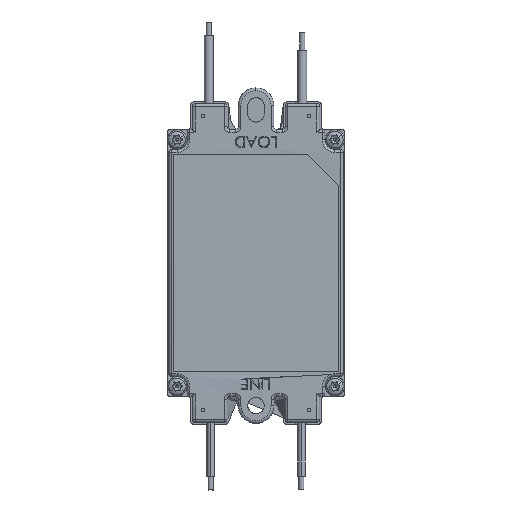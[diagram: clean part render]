
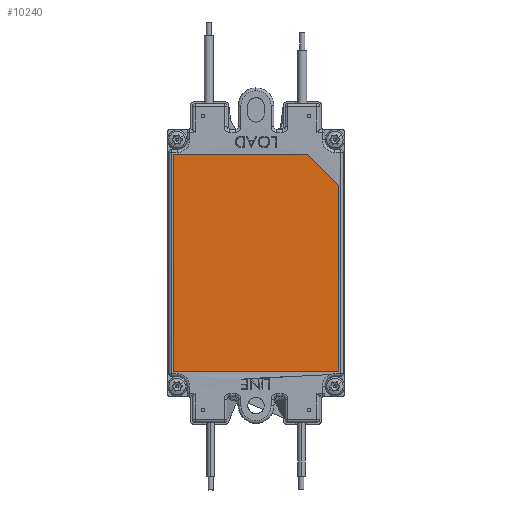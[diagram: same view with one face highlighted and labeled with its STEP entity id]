
A CAD part, front view. The second image highlights one B-rep face of the part: STEP entity #10240.
In plain terms, the highlighted planar face has unit normal (0, -1, 0).
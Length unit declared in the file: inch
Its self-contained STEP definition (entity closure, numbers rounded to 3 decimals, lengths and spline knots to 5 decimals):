
#121 = CARTESIAN_POINT ( 'NONE',  ( -0.4266, -0.41876, 1.223 ) ) ;
#208 = CARTESIAN_POINT ( 'NONE',  ( -0.92927, -0.41876, -0.40767 ) ) ;
#2190 = B_SPLINE_CURVE_WITH_KNOTS ( 'NONE', 3,
 ( #23849, #121, #4205, #21816 ),
 .UNSPECIFIED., .F., .F.,
 ( 4, 4 ),
 ( 0., 1. ),
 .UNSPECIFIED. ) ;
#2459 = VERTEX_POINT ( 'NONE', #21666 ) ;
#2882 = AXIS2_PLACEMENT_3D ( 'NONE', #19501, #6198, #13404 ) ;
#3171 = VERTEX_POINT ( 'NONE', #10899 ) ;
#4205 = CARTESIAN_POINT ( 'NONE',  ( 0.07607, -0.41876, 1.223 ) ) ;
#4445 = CARTESIAN_POINT ( 'NONE',  ( -0.92927, -0.41876, 1.223 ) ) ;
#4465 = EDGE_LOOP ( 'NONE', ( #23675, #27483, #12805, #24507, #17061 ) ) ;
#4750 = CARTESIAN_POINT ( 'NONE',  ( -0.92927, -0.41876, 1.223 ) ) ;
#5027 = VERTEX_POINT ( 'NONE', #12835 ) ;
#6198 = DIRECTION ( 'NONE',  ( 0., -1., 0. ) ) ;
#6288 = CARTESIAN_POINT ( 'NONE',  ( 0.92873, -0.42376, 0.873 ) ) ;
#6555 = B_SPLINE_CURVE_WITH_KNOTS ( 'NONE', 3,
 ( #14575, #16615, #17045, #7941 ),
 .UNSPECIFIED., .F., .F.,
 ( 4, 4 ),
 ( 0., 1. ),
 .UNSPECIFIED. ) ;
#6602 = CARTESIAN_POINT ( 'NONE',  ( -0.92927, -0.41876, -1.223 ) ) ;
#7941 = CARTESIAN_POINT ( 'NONE',  ( 0.92873, -0.41876, -1.223 ) ) ;
#9361 = VERTEX_POINT ( 'NONE', #4750 ) ;
#9832 = B_SPLINE_CURVE_WITH_KNOTS ( 'NONE', 3,
 ( #12318, #16796, #23443, #25611 ),
 .UNSPECIFIED., .F., .F.,
 ( 4, 4 ),
 ( 0., 1. ),
 .UNSPECIFIED. ) ;
#10240 = ADVANCED_FACE ( 'NONE', ( #17746 ), #21939, .T. ) ;
#10899 = CARTESIAN_POINT ( 'NONE',  ( -0.92927, -0.41876, -1.223 ) ) ;
#11036 = CARTESIAN_POINT ( 'NONE',  ( 0.57873, -0.42876, 1.223 ) ) ;
#11202 = CARTESIAN_POINT ( 'NONE',  ( 0.92873, -0.41876, -1.223 ) ) ;
#12318 = CARTESIAN_POINT ( 'NONE',  ( 0.92873, -0.41876, -1.223 ) ) ;
#12639 = CARTESIAN_POINT ( 'NONE',  ( 0.6954, -0.42876, 1.10633 ) ) ;
#12805 = ORIENTED_EDGE ( 'NONE', *, *, #17499, .F. ) ;
#12835 = CARTESIAN_POINT ( 'NONE',  ( 0.57873, -0.42376, 1.223 ) ) ;
#13404 = DIRECTION ( 'NONE',  ( -1., 0., 0. ) ) ;
#14575 = CARTESIAN_POINT ( 'NONE',  ( 0.92873, -0.41876, 0.873 ) ) ;
#15394 = CARTESIAN_POINT ( 'NONE',  ( -0.92927, -0.41876, 0.40767 ) ) ;
#15639 = EDGE_CURVE ( 'NONE', #9361, #5027, #2190, .T. ) ;
#16615 = CARTESIAN_POINT ( 'NONE',  ( 0.92873, -0.41876, 0.17433 ) ) ;
#16796 = CARTESIAN_POINT ( 'NONE',  ( 0.3094, -0.41876, -1.223 ) ) ;
#16809 = B_SPLINE_CURVE_WITH_KNOTS ( 'NONE', 3,
 ( #6602, #208, #15394, #4445 ),
 .UNSPECIFIED., .F., .F.,
 ( 4, 4 ),
 ( 0., 1. ),
 .UNSPECIFIED. ) ;
#17045 = CARTESIAN_POINT ( 'NONE',  ( 0.92873, -0.41876, -0.52433 ) ) ;
#17061 = ORIENTED_EDGE ( 'NONE', *, *, #15639, .F. ) ;
#17499 = EDGE_CURVE ( 'NONE', #2459, #27540, #6555, .T. ) ;
#17700 = CARTESIAN_POINT ( 'NONE',  ( 0.81207, -0.42876, 0.98967 ) ) ;
#17746 = FACE_OUTER_BOUND ( 'NONE', #4465, .T. ) ;
#19293 = EDGE_CURVE ( 'NONE', #3171, #9361, #16809, .T. ) ;
#19501 = CARTESIAN_POINT ( 'NONE',  ( -0.92939, -0.41876, 1.22312 ) ) ;
#20943 = EDGE_CURVE ( 'NONE', #5027, #2459, #23294, .T. ) ;
#21167 = EDGE_CURVE ( 'NONE', #27540, #3171, #9832, .T. ) ;
#21666 = CARTESIAN_POINT ( 'NONE',  ( 0.92873, -0.42376, 0.873 ) ) ;
#21816 = CARTESIAN_POINT ( 'NONE',  ( 0.57873, -0.42376, 1.223 ) ) ;
#21939 = PLANE ( 'NONE',  #2882 ) ;
#23294 = B_SPLINE_CURVE_WITH_KNOTS ( 'NONE', 3,
 ( #11036, #12639, #17700, #6288 ),
 .UNSPECIFIED., .F., .F.,
 ( 4, 4 ),
 ( 0., 1. ),
 .UNSPECIFIED. ) ;
#23443 = CARTESIAN_POINT ( 'NONE',  ( -0.30993, -0.41876, -1.223 ) ) ;
#23675 = ORIENTED_EDGE ( 'NONE', *, *, #19293, .F. ) ;
#23849 = CARTESIAN_POINT ( 'NONE',  ( -0.92927, -0.41876, 1.223 ) ) ;
#24507 = ORIENTED_EDGE ( 'NONE', *, *, #20943, .F. ) ;
#25611 = CARTESIAN_POINT ( 'NONE',  ( -0.92927, -0.41876, -1.223 ) ) ;
#27483 = ORIENTED_EDGE ( 'NONE', *, *, #21167, .F. ) ;
#27540 = VERTEX_POINT ( 'NONE', #11202 ) ;
